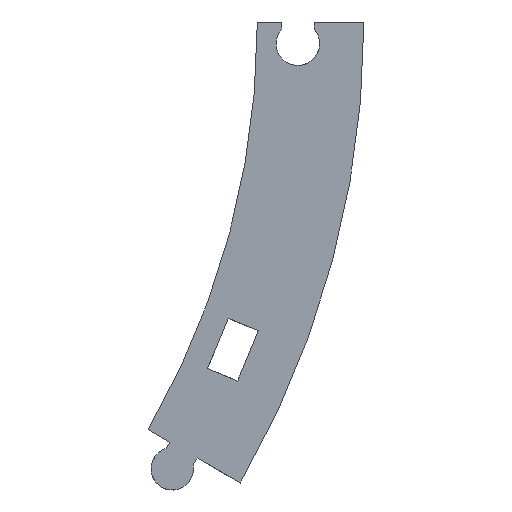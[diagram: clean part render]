
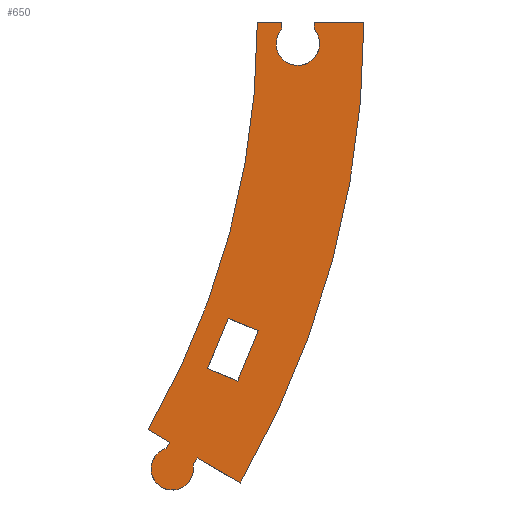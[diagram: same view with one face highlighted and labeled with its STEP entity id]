
A CAD part, front view. The second image highlights one B-rep face of the part: STEP entity #650.
In plain terms, the highlighted planar face has unit normal (0, -1, 0).
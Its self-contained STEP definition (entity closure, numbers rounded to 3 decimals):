
#5 = EDGE_CURVE ( 'NONE', #687, #1183, #268, .T. ) ;
#7 = CARTESIAN_POINT ( 'NONE',  ( 146.369, 0., -66.04 ) ) ;
#9 = VERTEX_POINT ( 'NONE', #7 ) ;
#15 = EDGE_CURVE ( 'NONE', #566, #224, #1104, .T. ) ;
#21 = EDGE_CURVE ( 'NONE', #1033, #44, #336, .T. ) ;
#44 = VERTEX_POINT ( 'NONE', #830 ) ;
#65 = FACE_OUTER_BOUND ( 'NONE', #493, .T. ) ;
#70 = CARTESIAN_POINT ( 'NONE',  ( 0., 0., 0. ) ) ;
#71 = AXIS2_PLACEMENT_3D ( 'NONE', #70, #439, #246 ) ;
#76 = DIRECTION ( 'NONE',  ( 0., 0., 1. ) ) ;
#89 = ORIENTED_EDGE ( 'NONE', *, *, #418, .T. ) ;
#109 = EDGE_CURVE ( 'NONE', #1058, #566, #414, .T. ) ;
#111 = ORIENTED_EDGE ( 'NONE', *, *, #5, .F. ) ;
#113 = AXIS2_PLACEMENT_3D ( 'NONE', #899, #822, #76 ) ;
#124 = VERTEX_POINT ( 'NONE', #791 ) ;
#129 = EDGE_CURVE ( 'NONE', #473, #386, #303, .T. ) ;
#131 = LINE ( 'NONE', #236, #353 ) ;
#135 = VECTOR ( 'NONE', #641, 1000. ) ;
#138 = CARTESIAN_POINT ( 'NONE',  ( 0., 0., 0. ) ) ;
#139 = ORIENTED_EDGE ( 'NONE', *, *, #915, .F. ) ;
#155 = CARTESIAN_POINT ( 'NONE',  ( 160.5, 0., 0. ) ) ;
#167 = EDGE_CURVE ( 'NONE', #44, #224, #436, .T. ) ;
#175 = ORIENTED_EDGE ( 'NONE', *, *, #21, .T. ) ;
#177 = EDGE_CURVE ( 'NONE', #386, #9, #131, .T. ) ;
#182 = AXIS2_PLACEMENT_3D ( 'NONE', #894, #252, #612 ) ;
#190 = CARTESIAN_POINT ( 'NONE',  ( 144.653, 0., -54.505 ) ) ;
#201 = AXIS2_PLACEMENT_3D ( 'NONE', #693, #958, #853 ) ;
#202 = EDGE_CURVE ( 'NONE', #574, #738, #1144, .T. ) ;
#221 = CARTESIAN_POINT ( 'NONE',  ( 154.494, 0., -1.304 ) ) ;
#223 = DIRECTION ( 'NONE',  ( 0., 0., 1. ) ) ;
#224 = VERTEX_POINT ( 'NONE', #360 ) ;
#236 = CARTESIAN_POINT ( 'NONE',  ( 146.369, 0., -66.04 ) ) ;
#242 = DIRECTION ( 'NONE',  ( -0.383, 0., -0.924 ) ) ;
#243 = AXIS2_PLACEMENT_3D ( 'NONE', #138, #770, #223 ) ;
#246 = DIRECTION ( 'NONE',  ( 0., 0., 1. ) ) ;
#249 = ORIENTED_EDGE ( 'NONE', *, *, #167, .T. ) ;
#252 = DIRECTION ( 'NONE',  ( 0., -1., 0. ) ) ;
#254 = EDGE_CURVE ( 'NONE', #1183, #574, #856, .T. ) ;
#256 = PLANE ( 'NONE',  #352 ) ;
#259 = CARTESIAN_POINT ( 'NONE',  ( 146.878, 0., -84.8 ) ) ;
#260 = DIRECTION ( 'NONE',  ( 0., 1., 0. ) ) ;
#262 = DIRECTION ( 'NONE',  ( 0., 0., 1. ) ) ;
#266 = ORIENTED_EDGE ( 'NONE', *, *, #863, .T. ) ;
#268 = LINE ( 'NONE', #748, #1094 ) ;
#270 = ORIENTED_EDGE ( 'NONE', *, *, #254, .F. ) ;
#274 = EDGE_CURVE ( 'NONE', #124, #873, #1066, .T. ) ;
#279 = CARTESIAN_POINT ( 'NONE',  ( 144.653, 0., -54.505 ) ) ;
#286 = ORIENTED_EDGE ( 'NONE', *, *, #109, .F. ) ;
#298 = CIRCLE ( 'NONE', #589, 154.6 ) ;
#303 = LINE ( 'NONE', #705, #881 ) ;
#319 = CARTESIAN_POINT ( 'NONE',  ( 150., 0., 0. ) ) ;
#336 = CIRCLE ( 'NONE', #1151, 3.9 ) ;
#339 = CARTESIAN_POINT ( 'NONE',  ( 157.449, 0., -4. ) ) ;
#352 = AXIS2_PLACEMENT_3D ( 'NONE', #629, #1185, #262 ) ;
#353 = VECTOR ( 'NONE', #242, 1000. ) ;
#360 = CARTESIAN_POINT ( 'NONE',  ( 138.91, 0., -80.2 ) ) ;
#374 = LINE ( 'NONE', #190, #135 ) ;
#386 = VERTEX_POINT ( 'NONE', #1121 ) ;
#397 = CARTESIAN_POINT ( 'NONE',  ( 129.904, 0., -75. ) ) ;
#399 = CARTESIAN_POINT ( 'NONE',  ( 140.826, 0., -63.744 ) ) ;
#414 = CIRCLE ( 'NONE', #243, 169.6 ) ;
#418 = EDGE_CURVE ( 'NONE', #706, #473, #374, .T. ) ;
#424 = EDGE_LOOP ( 'NONE', ( #500, #89, #920, #475 ) ) ;
#430 = DIRECTION ( 'NONE',  ( 0., -1., 0. ) ) ;
#436 = CIRCLE ( 'NONE', #201, 160.4 ) ;
#439 = DIRECTION ( 'NONE',  ( 0., 1., 0. ) ) ;
#458 = CARTESIAN_POINT ( 'NONE',  ( 134.355, 0., -82.189 ) ) ;
#473 = VERTEX_POINT ( 'NONE', #279 ) ;
#475 = ORIENTED_EDGE ( 'NONE', *, *, #177, .T. ) ;
#491 = AXIS2_PLACEMENT_3D ( 'NONE', #339, #430, #608 ) ;
#493 = EDGE_LOOP ( 'NONE', ( #901, #980, #718, #270, #111, #266, #175, #249, #924, #286, #139, #1051 ) ) ;
#500 = ORIENTED_EDGE ( 'NONE', *, *, #1043, .T. ) ;
#525 = DIRECTION ( 'NONE',  ( 1., 0., 0. ) ) ;
#526 = CARTESIAN_POINT ( 'NONE',  ( 133.888, 0., -77.3 ) ) ;
#544 = CARTESIAN_POINT ( 'NONE',  ( 169.6, 0., 0. ) ) ;
#552 = VERTEX_POINT ( 'NONE', #221 ) ;
#566 = VERTEX_POINT ( 'NONE', #685 ) ;
#574 = VERTEX_POINT ( 'NONE', #603 ) ;
#589 = AXIS2_PLACEMENT_3D ( 'NONE', #976, #260, #981 ) ;
#603 = CARTESIAN_POINT ( 'NONE',  ( 150., 0., 0. ) ) ;
#608 = DIRECTION ( 'NONE',  ( 0., 0., 1. ) ) ;
#612 = DIRECTION ( 'NONE',  ( 0., 0., 1. ) ) ;
#629 = CARTESIAN_POINT ( 'NONE',  ( 0., 0., 0. ) ) ;
#639 = DIRECTION ( 'NONE',  ( -0.924, 0., 0.383 ) ) ;
#641 = DIRECTION ( 'NONE',  ( 0.383, 0., 0.924 ) ) ;
#643 = DIRECTION ( 'NONE',  ( -0.866, 0., 0.5 ) ) ;
#644 = LINE ( 'NONE', #1199, #1090 ) ;
#650 = ADVANCED_FACE ( 'NONE', ( #1167, #65 ), #256, .F. ) ;
#685 = CARTESIAN_POINT ( 'NONE',  ( 146.878, 0., -84.8 ) ) ;
#687 = VERTEX_POINT ( 'NONE', #526 ) ;
#693 = CARTESIAN_POINT ( 'NONE',  ( 0., 0., 0. ) ) ;
#705 = CARTESIAN_POINT ( 'NONE',  ( 150.196, 0., -56.801 ) ) ;
#706 = VERTEX_POINT ( 'NONE', #399 ) ;
#707 = LINE ( 'NONE', #1083, #978 ) ;
#718 = ORIENTED_EDGE ( 'NONE', *, *, #202, .F. ) ;
#736 = DIRECTION ( 'NONE',  ( -0.866, 0., 0.5 ) ) ;
#738 = VERTEX_POINT ( 'NONE', #949 ) ;
#748 = CARTESIAN_POINT ( 'NONE',  ( 146.878, 0., -84.8 ) ) ;
#768 = CIRCLE ( 'NONE', #71, 154.5 ) ;
#770 = DIRECTION ( 'NONE',  ( 0., 1., 0. ) ) ;
#791 = CARTESIAN_POINT ( 'NONE',  ( 160.494, 0., -1.406 ) ) ;
#822 = DIRECTION ( 'NONE',  ( 0., -1., 0. ) ) ;
#823 = VECTOR ( 'NONE', #643, 1000. ) ;
#824 = CIRCLE ( 'NONE', #491, 4. ) ;
#830 = CARTESIAN_POINT ( 'NONE',  ( 138.184, 0., -81.446 ) ) ;
#853 = DIRECTION ( 'NONE',  ( 0., 0., 1. ) ) ;
#856 = CIRCLE ( 'NONE', #182, 150. ) ;
#861 = EDGE_CURVE ( 'NONE', #552, #124, #824, .T. ) ;
#863 = EDGE_CURVE ( 'NONE', #687, #1033, #298, .T. ) ;
#870 = DIRECTION ( 'NONE',  ( 0.924, 0., -0.383 ) ) ;
#873 = VERTEX_POINT ( 'NONE', #155 ) ;
#881 = VECTOR ( 'NONE', #870, 1000. ) ;
#894 = CARTESIAN_POINT ( 'NONE',  ( 0., 0., 0. ) ) ;
#899 = CARTESIAN_POINT ( 'NONE',  ( 0., 0., 0. ) ) ;
#901 = ORIENTED_EDGE ( 'NONE', *, *, #861, .F. ) ;
#915 = EDGE_CURVE ( 'NONE', #873, #1058, #707, .T. ) ;
#920 = ORIENTED_EDGE ( 'NONE', *, *, #129, .T. ) ;
#924 = ORIENTED_EDGE ( 'NONE', *, *, #15, .F. ) ;
#929 = CARTESIAN_POINT ( 'NONE',  ( 133.211, 0., -78.46 ) ) ;
#934 = EDGE_CURVE ( 'NONE', #738, #552, #768, .T. ) ;
#949 = CARTESIAN_POINT ( 'NONE',  ( 154.5, 0., 0. ) ) ;
#958 = DIRECTION ( 'NONE',  ( 0., -1., 0. ) ) ;
#974 = VECTOR ( 'NONE', #1057, 1000. ) ;
#976 = CARTESIAN_POINT ( 'NONE',  ( 0., 0., 0. ) ) ;
#978 = VECTOR ( 'NONE', #525, 1000. ) ;
#980 = ORIENTED_EDGE ( 'NONE', *, *, #934, .F. ) ;
#981 = DIRECTION ( 'NONE',  ( 0., 0., 1. ) ) ;
#1007 = DIRECTION ( 'NONE',  ( 0., -1., 0. ) ) ;
#1033 = VERTEX_POINT ( 'NONE', #929 ) ;
#1043 = EDGE_CURVE ( 'NONE', #9, #706, #644, .T. ) ;
#1051 = ORIENTED_EDGE ( 'NONE', *, *, #274, .F. ) ;
#1057 = DIRECTION ( 'NONE',  ( 1., 0., 0. ) ) ;
#1058 = VERTEX_POINT ( 'NONE', #544 ) ;
#1066 = CIRCLE ( 'NONE', #113, 160.5 ) ;
#1083 = CARTESIAN_POINT ( 'NONE',  ( 150., 0., 0. ) ) ;
#1090 = VECTOR ( 'NONE', #639, 1000. ) ;
#1094 = VECTOR ( 'NONE', #736, 1000. ) ;
#1104 = LINE ( 'NONE', #259, #823 ) ;
#1117 = DIRECTION ( 'NONE',  ( 0., 0., 1. ) ) ;
#1121 = CARTESIAN_POINT ( 'NONE',  ( 150.196, 0., -56.801 ) ) ;
#1144 = LINE ( 'NONE', #319, #974 ) ;
#1151 = AXIS2_PLACEMENT_3D ( 'NONE', #458, #1007, #1117 ) ;
#1167 = FACE_BOUND ( 'NONE', #424, .T. ) ;
#1183 = VERTEX_POINT ( 'NONE', #397 ) ;
#1185 = DIRECTION ( 'NONE',  ( 0., 1., 0. ) ) ;
#1199 = CARTESIAN_POINT ( 'NONE',  ( 140.826, 0., -63.744 ) ) ;
